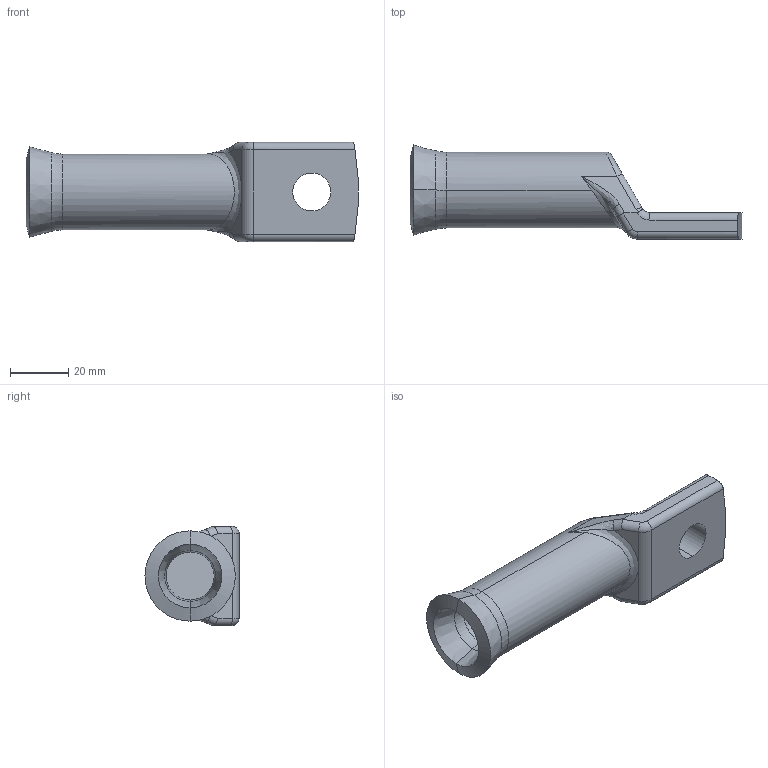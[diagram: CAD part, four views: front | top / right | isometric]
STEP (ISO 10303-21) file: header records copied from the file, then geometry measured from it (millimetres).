
FILE_DESCRIPTION (( 'STEP AP203' ), '1' );
FILE_NAME ('150 mm² DIN NORMU ALÜMÝNYUM SKP (KALAY KAPLI).STEP', '2025-07-21T06:32:30', ( '' ), ( '' ), 'SwSTEP 2.0', 'SolidWorks 2023', '' );
FILE_SCHEMA (( 'CONFIG_CONTROL_DESIGN' ));
Length unit declared in the file: millimetre
Products named in the file (1): 150 mm² DIN NORMU ALÜMİNYUM SKP (KALAY KAPLI)
Bounding box: 113.87 x 32.3 x 34 mm (x, y, z)
Volume: 37663.9 mm3; surface area: 14228.2 mm2
Topology: 1 solids, 1 shells, 49 faces, 117 edges, 68 vertices
Faces by surface type: cylinder 19, plane 9, torus 8, bspline 7, cone 6
Entity records: 1812 total; most frequent: CARTESIAN_POINT 686, ORIENTED_EDGE 230, DIRECTION 214, EDGE_CURVE 115, AXIS2_PLACEMENT_3D 86, VERTEX_POINT 68, EDGE_LOOP 51, FACE_OUTER_BOUND 49
